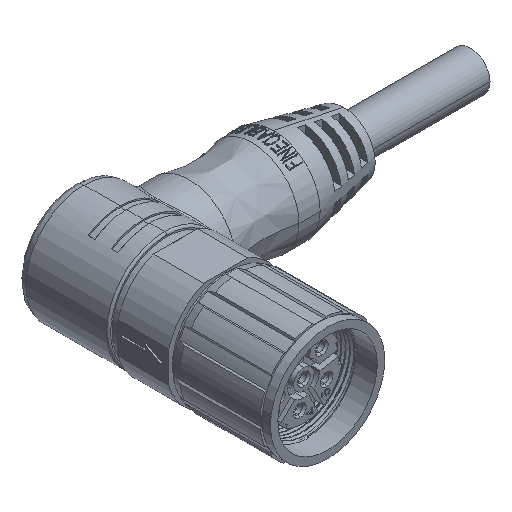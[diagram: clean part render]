
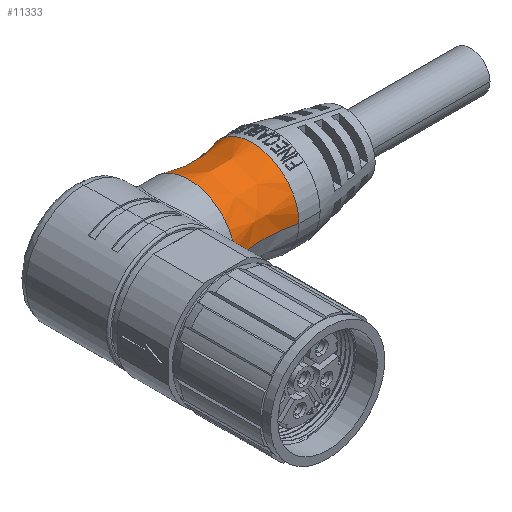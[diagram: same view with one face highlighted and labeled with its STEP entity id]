
A CAD part, isometric view. The second image highlights one B-rep face of the part: STEP entity #11333.
In plain terms, the highlighted free-form (B-spline) face has degree [3, 3] with [4, 4] control points.
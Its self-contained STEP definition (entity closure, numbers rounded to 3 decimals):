
#1244 = CARTESIAN_POINT ( 'NONE',  ( -3.445, 19.351, 0. ) ) ;
#1376 = CARTESIAN_POINT ( 'NONE',  ( 11.555, -2.649, 22. ) ) ;
#2594 = CIRCLE ( 'NONE', #26795, 28.625 ) ;
#3395 = VERTEX_POINT ( 'NONE', #18833 ) ;
#4216 = EDGE_CURVE ( 'NONE', #3395, #17326, #18615, .T. ) ;
#4321 = CARTESIAN_POINT ( 'NONE',  ( -3.445, -2.649, 0. ) ) ;
#6559 = AXIS2_PLACEMENT_3D ( 'NONE', #25751, #7712, #28748 ) ;
#7357 = CARTESIAN_POINT ( 'NONE',  ( 11.555, -2.649, 0. ) ) ;
#7406 = CARTESIAN_POINT ( 'NONE',  ( 1.496, 18.01, 19.317 ) ) ;
#7712 = DIRECTION ( 'NONE',  ( -1., 0., 0. ) ) ;
#8885 = CIRCLE ( 'NONE', #32641, 28.625 ) ;
#9262 = CARTESIAN_POINT ( 'NONE',  ( 4.055, 46.976, 0. ) ) ;
#10442 = CARTESIAN_POINT ( 'NONE',  ( 1.496, -1.308, 0. ) ) ;
#10734 = EDGE_CURVE ( 'NONE', #37060, #31572, #20484, .T. ) ;
#11333 = ADVANCED_FACE ( 'NONE', ( #11596 ), #22472, .F. ) ;
#11596 = FACE_OUTER_BOUND ( 'NONE', #12945, .T. ) ;
#12300 = DIRECTION ( 'NONE',  ( 0., 1., 0. ) ) ;
#12945 = EDGE_LOOP ( 'NONE', ( #15436, #30487, #27312, #23181 ) ) ;
#13338 = CARTESIAN_POINT ( 'NONE',  ( -3.445, -2.649, 22. ) ) ;
#13467 = CARTESIAN_POINT ( 'NONE',  ( 6.615, 18.01, 19.317 ) ) ;
#15317 = CARTESIAN_POINT ( 'NONE',  ( -3.445, -2.649, 0. ) ) ;
#15436 = ORIENTED_EDGE ( 'NONE', *, *, #10734, .F. ) ;
#16436 = DIRECTION ( 'NONE',  ( 0., 0., -1. ) ) ;
#16514 = CARTESIAN_POINT ( 'NONE',  ( 6.615, -1.308, 0. ) ) ;
#17326 = VERTEX_POINT ( 'NONE', #7357 ) ;
#18615 = CIRCLE ( 'NONE', #31514, 11. ) ;
#18833 = CARTESIAN_POINT ( 'NONE',  ( 11.555, 19.351, 0. ) ) ;
#19568 = CARTESIAN_POINT ( 'NONE',  ( 11.555, 19.351, 22. ) ) ;
#20484 = CIRCLE ( 'NONE', #6559, 11. ) ;
#21391 = EDGE_CURVE ( 'NONE', #37060, #17326, #2594, .T. ) ;
#22472 =( BOUNDED_SURFACE ( )  B_SPLINE_SURFACE ( 3, 3, ( 
 ( #1244, #37481, #13338, #4321 ),
 ( #25439, #7406, #28437, #10442 ),
 ( #31528, #13467, #34571, #16514 ),
 ( #37613, #19568, #1376, #22606 ) ),
 .UNSPECIFIED., .F., .F., .F. ) 
 B_SPLINE_SURFACE_WITH_KNOTS ( ( 4, 4 ),
 ( 4, 4 ),
 ( 0., 1. ),
 ( 0., 1. ),
 .UNSPECIFIED. ) 
 GEOMETRIC_REPRESENTATION_ITEM ( )  RATIONAL_B_SPLINE_SURFACE ( (
 ( 1., 0.333, 0.333, 1.),
 ( 0.977, 0.326, 0.326, 0.977),
 ( 0.977, 0.326, 0.326, 0.977),
 ( 1., 0.333, 0.333, 1.) ) ) 
 REPRESENTATION_ITEM ( '' )  SURFACE ( )  );
#22606 = CARTESIAN_POINT ( 'NONE',  ( 11.555, -2.649, 0. ) ) ;
#23181 = ORIENTED_EDGE ( 'NONE', *, *, #26053, .F. ) ;
#25439 = CARTESIAN_POINT ( 'NONE',  ( 1.496, 18.01, 0. ) ) ;
#25751 = CARTESIAN_POINT ( 'NONE',  ( -3.445, 8.351, 0. ) ) ;
#26053 = EDGE_CURVE ( 'NONE', #31572, #3395, #8885, .T. ) ;
#26350 = CARTESIAN_POINT ( 'NONE',  ( -3.445, 19.351, 0. ) ) ;
#26795 = AXIS2_PLACEMENT_3D ( 'NONE', #34497, #16436, #37534 ) ;
#27312 = ORIENTED_EDGE ( 'NONE', *, *, #4216, .F. ) ;
#28082 = DIRECTION ( 'NONE',  ( 0., 1., 0. ) ) ;
#28133 = DIRECTION ( 'NONE',  ( 1., 0., 0. ) ) ;
#28161 = CARTESIAN_POINT ( 'NONE',  ( 11.555, 8.351, 0. ) ) ;
#28437 = CARTESIAN_POINT ( 'NONE',  ( 1.496, -1.308, 19.317 ) ) ;
#28748 = DIRECTION ( 'NONE',  ( 0., 1., 0. ) ) ;
#30320 = DIRECTION ( 'NONE',  ( 0., 0., 1. ) ) ;
#30487 = ORIENTED_EDGE ( 'NONE', *, *, #21391, .T. ) ;
#31514 = AXIS2_PLACEMENT_3D ( 'NONE', #28161, #28133, #28082 ) ;
#31528 = CARTESIAN_POINT ( 'NONE',  ( 6.615, 18.01, 0. ) ) ;
#31572 = VERTEX_POINT ( 'NONE', #26350 ) ;
#32641 = AXIS2_PLACEMENT_3D ( 'NONE', #9262, #30320, #12300 ) ;
#34497 = CARTESIAN_POINT ( 'NONE',  ( 4.055, -30.274, 0. ) ) ;
#34571 = CARTESIAN_POINT ( 'NONE',  ( 6.615, -1.308, 19.317 ) ) ;
#37060 = VERTEX_POINT ( 'NONE', #15317 ) ;
#37481 = CARTESIAN_POINT ( 'NONE',  ( -3.445, 19.351, 22. ) ) ;
#37534 = DIRECTION ( 'NONE',  ( 0., -1., 0. ) ) ;
#37613 = CARTESIAN_POINT ( 'NONE',  ( 11.555, 19.351, 0. ) ) ;
